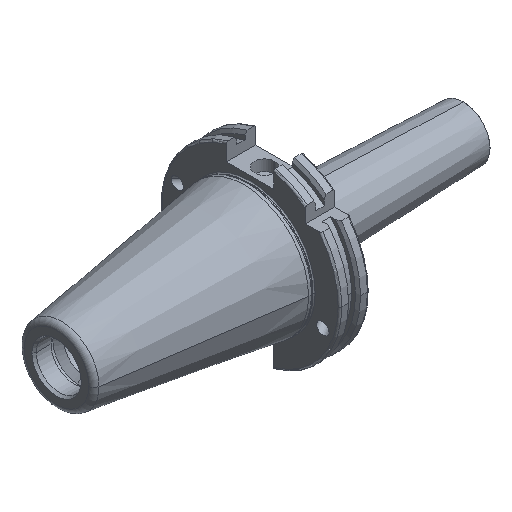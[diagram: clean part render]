
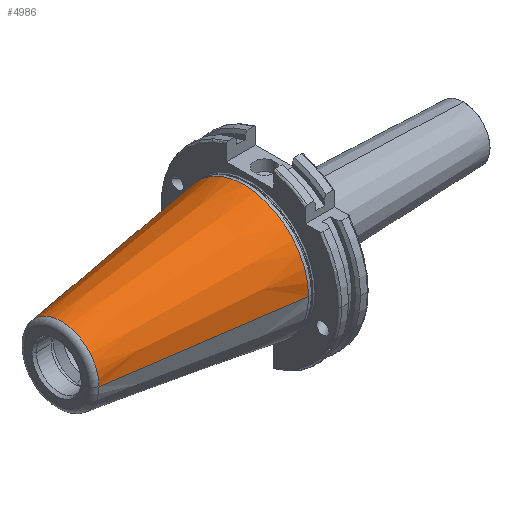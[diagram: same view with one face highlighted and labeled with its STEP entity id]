
A CAD part, isometric view. The second image highlights one B-rep face of the part: STEP entity #4986.
In plain terms, the highlighted conical face has half-angle 8.297 degrees and reference radius 34.925 mm.
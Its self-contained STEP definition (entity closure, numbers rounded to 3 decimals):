
#281 = CIRCLE ( 'NONE', #2311, 34.925 ) ;
#373 = AXIS2_PLACEMENT_3D ( 'NONE', #3521, #3510, #3204 ) ;
#472 = CARTESIAN_POINT ( 'NONE',  ( -6.991, -34.925, 0. ) ) ;
#573 = VERTEX_POINT ( 'NONE', #472 ) ;
#691 = ORIENTED_EDGE ( 'NONE', *, *, #4107, .F. ) ;
#728 = CARTESIAN_POINT ( 'NONE',  ( -6.991, 34.925, 0. ) ) ;
#849 = VECTOR ( 'NONE', #1736, 1000. ) ;
#926 = CONICAL_SURFACE ( 'NONE', #373, 34.925, 0.145 ) ;
#1643 = EDGE_LOOP ( 'NONE', ( #4896, #2923, #1935, #691 ) ) ;
#1731 = AXIS2_PLACEMENT_3D ( 'NONE', #1923, #1922, #1914 ) ;
#1736 = DIRECTION ( 'NONE',  ( 0.99, 0.144, 0. ) ) ;
#1769 = CARTESIAN_POINT ( 'NONE',  ( -6.991, 34.925, 0. ) ) ;
#1788 = CARTESIAN_POINT ( 'NONE',  ( -6.991, -34.925, 0. ) ) ;
#1914 = DIRECTION ( 'NONE',  ( 0., -1., 0. ) ) ;
#1922 = DIRECTION ( 'NONE',  ( -1., 0., 0. ) ) ;
#1923 = CARTESIAN_POINT ( 'NONE',  ( -106.174, 0., 0. ) ) ;
#1935 = ORIENTED_EDGE ( 'NONE', *, *, #4014, .T. ) ;
#1972 = DIRECTION ( 'NONE',  ( 0.99, -0.144, 0. ) ) ;
#2013 = LINE ( 'NONE', #1769, #849 ) ;
#2171 = DIRECTION ( 'NONE',  ( 0., -1., 0. ) ) ;
#2177 = DIRECTION ( 'NONE',  ( -1., 0., 0. ) ) ;
#2178 = CARTESIAN_POINT ( 'NONE',  ( -6.991, 0., 0. ) ) ;
#2311 = AXIS2_PLACEMENT_3D ( 'NONE', #2178, #2177, #2171 ) ;
#2469 = CARTESIAN_POINT ( 'NONE',  ( -106.174, -20.461, 0. ) ) ;
#2644 = FACE_OUTER_BOUND ( 'NONE', #1643, .T. ) ;
#2852 = VERTEX_POINT ( 'NONE', #2469 ) ;
#2923 = ORIENTED_EDGE ( 'NONE', *, *, #4074, .T. ) ;
#3204 = DIRECTION ( 'NONE',  ( 0., 1., 0. ) ) ;
#3249 = VECTOR ( 'NONE', #1972, 1000. ) ;
#3510 = DIRECTION ( 'NONE',  ( 1., 0., 0. ) ) ;
#3521 = CARTESIAN_POINT ( 'NONE',  ( -6.991, 0., 0. ) ) ;
#4014 = EDGE_CURVE ( 'NONE', #573, #5171, #281, .T. ) ;
#4056 = EDGE_CURVE ( 'NONE', #2852, #4848, #4955, .T. ) ;
#4074 = EDGE_CURVE ( 'NONE', #2852, #573, #4512, .T. ) ;
#4107 = EDGE_CURVE ( 'NONE', #4848, #5171, #2013, .T. ) ;
#4508 = CARTESIAN_POINT ( 'NONE',  ( -106.174, 20.461, 0. ) ) ;
#4512 = LINE ( 'NONE', #1788, #3249 ) ;
#4848 = VERTEX_POINT ( 'NONE', #4508 ) ;
#4896 = ORIENTED_EDGE ( 'NONE', *, *, #4056, .F. ) ;
#4955 = CIRCLE ( 'NONE', #1731, 20.461 ) ;
#4986 = ADVANCED_FACE ( 'NONE', ( #2644 ), #926, .T. ) ;
#5171 = VERTEX_POINT ( 'NONE', #728 ) ;
